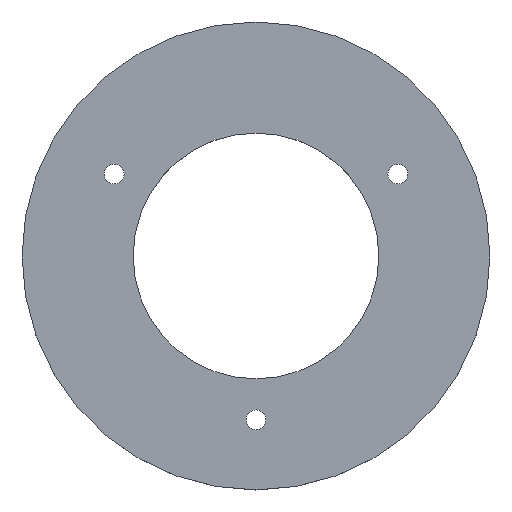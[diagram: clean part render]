
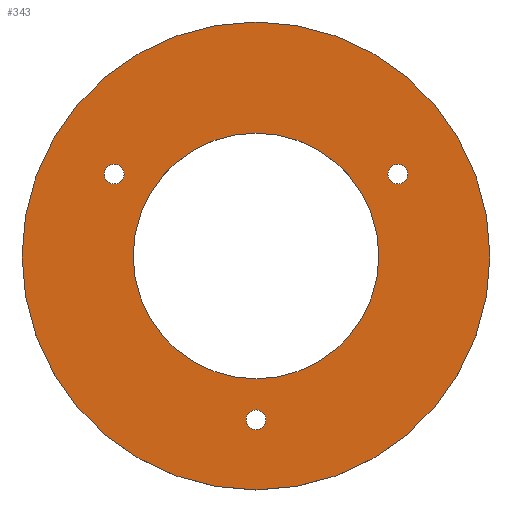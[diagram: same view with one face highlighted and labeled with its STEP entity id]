
A CAD part, top view. The second image highlights one B-rep face of the part: STEP entity #343.
In plain terms, the highlighted planar face has unit normal (0, 0, 1).
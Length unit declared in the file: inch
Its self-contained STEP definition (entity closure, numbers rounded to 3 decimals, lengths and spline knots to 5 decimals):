
#3 = EDGE_CURVE ( 'NONE', #369, #175, #138, .T. ) ;
#5 = CIRCLE ( 'NONE', #365, 0.21095 ) ;
#7 = AXIS2_PLACEMENT_3D ( 'NONE', #206, #420, #76 ) ;
#8 = VERTEX_POINT ( 'NONE', #149 ) ;
#20 = ORIENTED_EDGE ( 'NONE', *, *, #3, .T. ) ;
#21 = CIRCLE ( 'NONE', #286, 5. ) ;
#26 = EDGE_LOOP ( 'NONE', ( #288, #306 ) ) ;
#27 = CARTESIAN_POINT ( 'NONE',  ( -5., 0., 0. ) ) ;
#31 = DIRECTION ( 'NONE',  ( 1., 0., 0. ) ) ;
#33 = EDGE_CURVE ( 'NONE', #428, #322, #387, .T. ) ;
#49 = VERTEX_POINT ( 'NONE', #208 ) ;
#57 = CIRCLE ( 'NONE', #177, 0.21095 ) ;
#61 = VERTEX_POINT ( 'NONE', #243 ) ;
#63 = DIRECTION ( 'NONE',  ( 1., 0., 0. ) ) ;
#64 = ORIENTED_EDGE ( 'NONE', *, *, #434, .F. ) ;
#69 = EDGE_CURVE ( 'NONE', #8, #61, #236, .T. ) ;
#74 = EDGE_CURVE ( 'NONE', #90, #49, #291, .T. ) ;
#76 = DIRECTION ( 'NONE',  ( 1., 0., 0. ) ) ;
#78 = CARTESIAN_POINT ( 'NONE',  ( 0., 0., 0. ) ) ;
#84 = EDGE_LOOP ( 'NONE', ( #263, #141 ) ) ;
#87 = AXIS2_PLACEMENT_3D ( 'NONE', #176, #382, #376 ) ;
#89 = EDGE_CURVE ( 'NONE', #325, #228, #5, .T. ) ;
#90 = VERTEX_POINT ( 'NONE', #218 ) ;
#92 = CARTESIAN_POINT ( 'NONE',  ( 0., 0., 0. ) ) ;
#106 = CIRCLE ( 'NONE', #377, 2.625 ) ;
#110 = CARTESIAN_POINT ( 'NONE',  ( -3.03109, 1.75, 0. ) ) ;
#128 = DIRECTION ( 'NONE',  ( 1., 0., 0. ) ) ;
#138 = CIRCLE ( 'NONE', #7, 5. ) ;
#140 = CARTESIAN_POINT ( 'NONE',  ( 3.03109, 1.75, 0. ) ) ;
#141 = ORIENTED_EDGE ( 'NONE', *, *, #33, .F. ) ;
#149 = CARTESIAN_POINT ( 'NONE',  ( -3.24204, 1.75, 0. ) ) ;
#154 = EDGE_CURVE ( 'NONE', #322, #428, #189, .T. ) ;
#157 = CARTESIAN_POINT ( 'NONE',  ( 0., -3.5, 0. ) ) ;
#165 = CARTESIAN_POINT ( 'NONE',  ( 3.24204, 1.75, 0. ) ) ;
#175 = VERTEX_POINT ( 'NONE', #316 ) ;
#176 = CARTESIAN_POINT ( 'NONE',  ( 0., -3.5, 0. ) ) ;
#177 = AXIS2_PLACEMENT_3D ( 'NONE', #282, #390, #281 ) ;
#179 = AXIS2_PLACEMENT_3D ( 'NONE', #140, #408, #331 ) ;
#185 = FACE_BOUND ( 'NONE', #384, .T. ) ;
#189 = CIRCLE ( 'NONE', #406, 0.21095 ) ;
#198 = EDGE_CURVE ( 'NONE', #61, #8, #57, .T. ) ;
#206 = CARTESIAN_POINT ( 'NONE',  ( 0., 0., 0. ) ) ;
#208 = CARTESIAN_POINT ( 'NONE',  ( 2.625, 0., 0. ) ) ;
#218 = CARTESIAN_POINT ( 'NONE',  ( -2.625, 0., 0. ) ) ;
#220 = ORIENTED_EDGE ( 'NONE', *, *, #261, .F. ) ;
#227 = PLANE ( 'NONE',  #363 ) ;
#228 = VERTEX_POINT ( 'NONE', #165 ) ;
#236 = CIRCLE ( 'NONE', #302, 0.21095 ) ;
#242 = FACE_OUTER_BOUND ( 'NONE', #310, .T. ) ;
#243 = CARTESIAN_POINT ( 'NONE',  ( -2.82014, 1.75, 0. ) ) ;
#244 = DIRECTION ( 'NONE',  ( 1., 0., 0. ) ) ;
#248 = CARTESIAN_POINT ( 'NONE',  ( 3.03109, 1.75, 0. ) ) ;
#253 = DIRECTION ( 'NONE',  ( 1., 0., 0. ) ) ;
#254 = FACE_BOUND ( 'NONE', #84, .T. ) ;
#261 = EDGE_CURVE ( 'NONE', #49, #90, #106, .T. ) ;
#263 = ORIENTED_EDGE ( 'NONE', *, *, #154, .F. ) ;
#266 = EDGE_CURVE ( 'NONE', #175, #369, #21, .T. ) ;
#275 = FACE_BOUND ( 'NONE', #391, .T. ) ;
#276 = DIRECTION ( 'NONE',  ( 1., 0., 0. ) ) ;
#280 = CIRCLE ( 'NONE', #179, 0.21095 ) ;
#281 = DIRECTION ( 'NONE',  ( 1., 0., 0. ) ) ;
#282 = CARTESIAN_POINT ( 'NONE',  ( -3.03109, 1.75, 0. ) ) ;
#285 = DIRECTION ( 'NONE',  ( 0., 0., 1. ) ) ;
#286 = AXIS2_PLACEMENT_3D ( 'NONE', #294, #324, #63 ) ;
#288 = ORIENTED_EDGE ( 'NONE', *, *, #198, .F. ) ;
#291 = CIRCLE ( 'NONE', #425, 2.625 ) ;
#294 = CARTESIAN_POINT ( 'NONE',  ( 0., 0., 0. ) ) ;
#301 = CARTESIAN_POINT ( 'NONE',  ( -0.21095, -3.5, 0. ) ) ;
#302 = AXIS2_PLACEMENT_3D ( 'NONE', #110, #416, #276 ) ;
#306 = ORIENTED_EDGE ( 'NONE', *, *, #69, .F. ) ;
#308 = ORIENTED_EDGE ( 'NONE', *, *, #266, .T. ) ;
#310 = EDGE_LOOP ( 'NONE', ( #308, #20 ) ) ;
#311 = ORIENTED_EDGE ( 'NONE', *, *, #74, .F. ) ;
#316 = CARTESIAN_POINT ( 'NONE',  ( 5., 0., 0. ) ) ;
#322 = VERTEX_POINT ( 'NONE', #440 ) ;
#323 = ORIENTED_EDGE ( 'NONE', *, *, #89, .F. ) ;
#324 = DIRECTION ( 'NONE',  ( 0., 0., 1. ) ) ;
#325 = VERTEX_POINT ( 'NONE', #433 ) ;
#326 = DIRECTION ( 'NONE',  ( 0., 0., 1. ) ) ;
#331 = DIRECTION ( 'NONE',  ( 1., 0., 0. ) ) ;
#343 = ADVANCED_FACE ( 'NONE', ( #254, #345, #275, #185, #242 ), #227, .T. ) ;
#345 = FACE_BOUND ( 'NONE', #26, .T. ) ;
#363 = AXIS2_PLACEMENT_3D ( 'NONE', #394, #326, #128 ) ;
#365 = AXIS2_PLACEMENT_3D ( 'NONE', #248, #285, #253 ) ;
#369 = VERTEX_POINT ( 'NONE', #27 ) ;
#376 = DIRECTION ( 'NONE',  ( 1., 0., 0. ) ) ;
#377 = AXIS2_PLACEMENT_3D ( 'NONE', #92, #436, #31 ) ;
#379 = DIRECTION ( 'NONE',  ( 0., 0., 1. ) ) ;
#382 = DIRECTION ( 'NONE',  ( 0., 0., 1. ) ) ;
#383 = DIRECTION ( 'NONE',  ( 0., 0., 1. ) ) ;
#384 = EDGE_LOOP ( 'NONE', ( #220, #311 ) ) ;
#387 = CIRCLE ( 'NONE', #87, 0.21095 ) ;
#390 = DIRECTION ( 'NONE',  ( 0., 0., 1. ) ) ;
#391 = EDGE_LOOP ( 'NONE', ( #64, #323 ) ) ;
#394 = CARTESIAN_POINT ( 'NONE',  ( 0., 0., 0. ) ) ;
#406 = AXIS2_PLACEMENT_3D ( 'NONE', #157, #383, #244 ) ;
#408 = DIRECTION ( 'NONE',  ( 0., 0., 1. ) ) ;
#416 = DIRECTION ( 'NONE',  ( 0., 0., 1. ) ) ;
#418 = DIRECTION ( 'NONE',  ( 1., 0., 0. ) ) ;
#420 = DIRECTION ( 'NONE',  ( 0., 0., 1. ) ) ;
#425 = AXIS2_PLACEMENT_3D ( 'NONE', #78, #379, #418 ) ;
#428 = VERTEX_POINT ( 'NONE', #301 ) ;
#433 = CARTESIAN_POINT ( 'NONE',  ( 2.82014, 1.75, 0. ) ) ;
#434 = EDGE_CURVE ( 'NONE', #228, #325, #280, .T. ) ;
#436 = DIRECTION ( 'NONE',  ( 0., 0., 1. ) ) ;
#440 = CARTESIAN_POINT ( 'NONE',  ( 0.21095, -3.5, 0. ) ) ;
